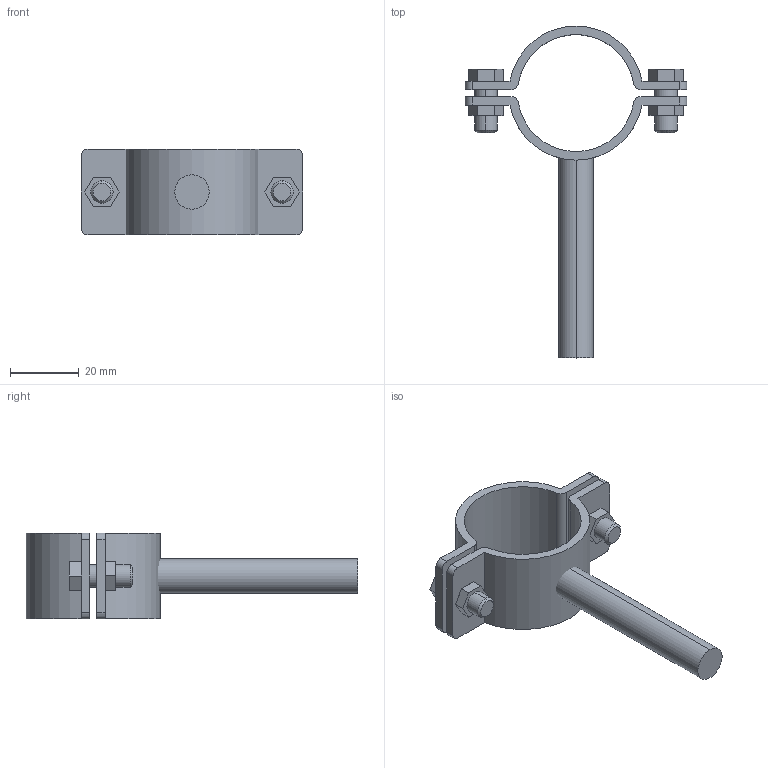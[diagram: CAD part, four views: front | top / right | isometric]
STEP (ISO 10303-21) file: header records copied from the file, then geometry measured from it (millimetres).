
FILE_DESCRIPTION (( 'STEP AP203' ), '1' );
FILE_NAME ('3D_M-8019MSB_32_174881015.STEP', '2024-09-10T18:12:18', ( '' ), ( '' ), 'SwSTEP 2.0', 'SolidWorks 2024', '' );
FILE_SCHEMA (( 'CONFIG_CONTROL_DESIGN' ));
Length unit declared in the file: millimetre
Products named in the file (1): 3D_M-8019MSB_32_174881015
Bounding box: 64.37 x 96.5 x 25 mm (x, y, z)
Volume: 15808.2 mm3; surface area: 12159.1 mm2
Topology: 5 solids, 5 shells, 90 faces, 220 edges, 146 vertices
Faces by surface type: plane 52, cylinder 34, cone 4
Entity records: 2747 total; most frequent: DIRECTION 476, CARTESIAN_POINT 457, ORIENTED_EDGE 440, EDGE_CURVE 220, AXIS2_PLACEMENT_3D 165, LINE 146, VECTOR 146, VERTEX_POINT 146
